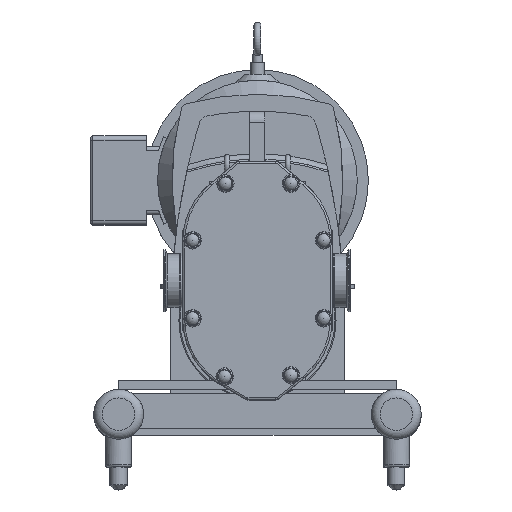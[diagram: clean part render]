
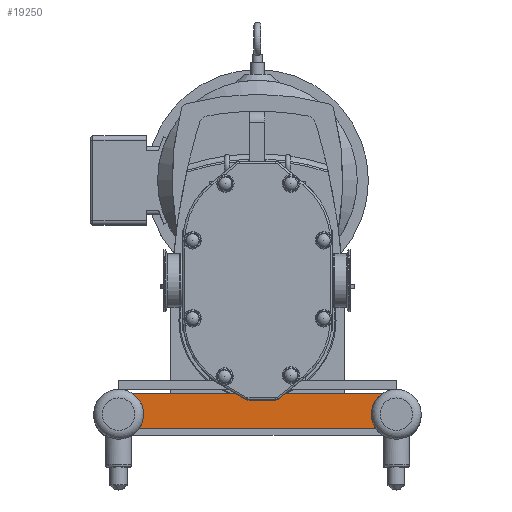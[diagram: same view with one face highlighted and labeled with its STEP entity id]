
A CAD part, top view. The second image highlights one B-rep face of the part: STEP entity #19250.
In plain terms, the highlighted planar face has unit normal (0, 0, 1).
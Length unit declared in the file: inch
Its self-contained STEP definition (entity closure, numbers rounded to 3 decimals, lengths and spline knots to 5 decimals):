
#1029=PLANE('',#21405);
#2466=LINE('',#35527,#3832);
#2467=LINE('',#35529,#3833);
#3832=VECTOR('',#27032,0.3937);
#3833=VECTOR('',#27035,0.3937);
#5425=FACE_OUTER_BOUND('',#6577,.T.);
#6577=EDGE_LOOP('',(#18063,#18064,#18065,#18066,#18067));
#7594=CIRCLE('',#21299,1.4375);
#7607=CIRCLE('',#21316,1.4375);
#7638=CIRCLE('',#21364,1.4375);
#9493=VERTEX_POINT('',#34912);
#9494=VERTEX_POINT('',#34914);
#9507=VERTEX_POINT('',#34949);
#9543=VERTEX_POINT('',#35314);
#9544=VERTEX_POINT('',#35316);
#12303=EDGE_CURVE('',#9493,#9494,#7594,.T.);
#12322=EDGE_CURVE('',#9507,#9493,#7607,.T.);
#12370=EDGE_CURVE('',#9543,#9544,#7638,.T.);
#12408=EDGE_CURVE('',#9507,#9544,#2466,.T.);
#12409=EDGE_CURVE('',#9543,#9494,#2467,.T.);
#18063=ORIENTED_EDGE('',*,*,#12370,.F.);
#18064=ORIENTED_EDGE('',*,*,#12409,.T.);
#18065=ORIENTED_EDGE('',*,*,#12303,.F.);
#18066=ORIENTED_EDGE('',*,*,#12322,.F.);
#18067=ORIENTED_EDGE('',*,*,#12408,.T.);
#19250=ADVANCED_FACE('',(#5425),#1029,.T.);
#21299=AXIS2_PLACEMENT_3D('',#34915,#26798,#26799);
#21316=AXIS2_PLACEMENT_3D('',#34951,#26838,#26839);
#21364=AXIS2_PLACEMENT_3D('',#35317,#26943,#26944);
#21405=AXIS2_PLACEMENT_3D('',#35530,#27036,#27037);
#26798=DIRECTION('center_axis',(0.,0.,
1.));
#26799=DIRECTION('ref_axis',(-1.,0.,0.));
#26838=DIRECTION('center_axis',(0.,0.,
1.));
#26839=DIRECTION('ref_axis',(-1.,0.,0.));
#26943=DIRECTION('center_axis',(0.,0.,
1.));
#26944=DIRECTION('ref_axis',(-1.,0.,0.));
#27032=DIRECTION('',(1.,0.,0.));
#27035=DIRECTION('',(-1.,0.,0.));
#27036=DIRECTION('center_axis',(0.,0.,
1.));
#27037=DIRECTION('ref_axis',(1.,0.,0.));
#34912=CARTESIAN_POINT('',(-6.5625,-7.6875,-9.3));
#34914=CARTESIAN_POINT('',(-7.19358,-6.4975,-9.3));
#34915=CARTESIAN_POINT('Origin',(-8.,-7.6875,-9.3));
#34949=CARTESIAN_POINT('',(-6.81244,-8.4975,-9.3));
#34951=CARTESIAN_POINT('Origin',(-8.,-7.6875,-9.3));
#35314=CARTESIAN_POINT('',(7.19358,-6.4975,-9.3));
#35316=CARTESIAN_POINT('',(6.81244,-8.4975,-9.3));
#35317=CARTESIAN_POINT('Origin',(8.,-7.6875,-9.3));
#35527=CARTESIAN_POINT('',(7.12822,-8.4975,-9.3));
#35529=CARTESIAN_POINT('',(-7.62,-6.4975,-9.3));
#35530=CARTESIAN_POINT('Origin',(0.00337,-7.45774,-9.3));
